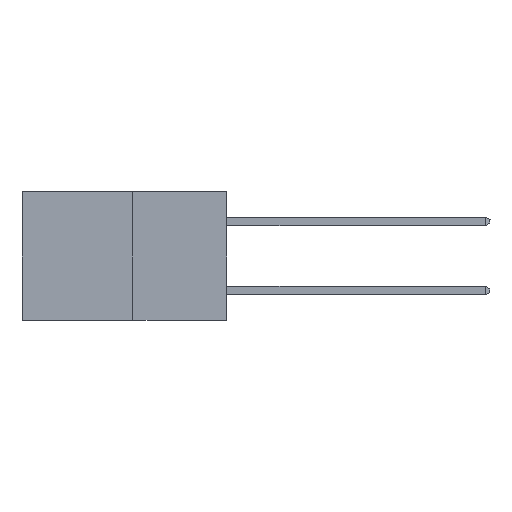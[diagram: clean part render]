
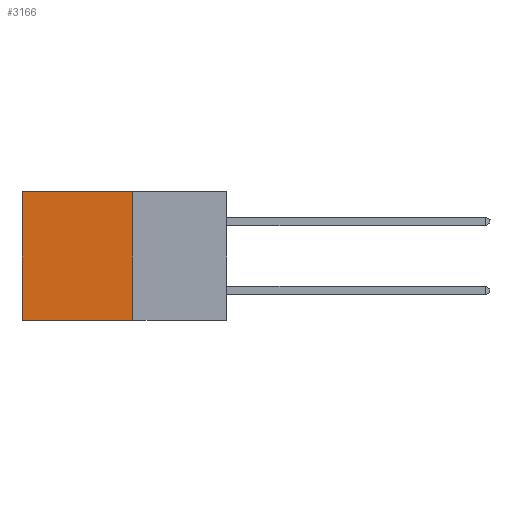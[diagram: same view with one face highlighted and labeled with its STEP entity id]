
A CAD part, left-side view. The second image highlights one B-rep face of the part: STEP entity #3166.
In plain terms, the highlighted planar face has unit normal (-1, 0, 0).
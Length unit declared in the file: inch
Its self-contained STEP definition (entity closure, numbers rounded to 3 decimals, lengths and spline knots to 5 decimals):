
#730 = DIRECTION ( 'NONE',  ( 0., 1., 0. ) ) ;
#1338 = VECTOR ( 'NONE', #14521, 39.37008 ) ;
#2401 = CARTESIAN_POINT ( 'NONE',  ( 0.277, 0.27, -0.37 ) ) ;
#2933 = VECTOR ( 'NONE', #730, 39.37008 ) ;
#3166 = ADVANCED_FACE ( 'NONE', ( #16715 ), #25776, .F. ) ;
#5083 = EDGE_CURVE ( 'NONE', #8339, #28914, #9715, .T. ) ;
#5475 = EDGE_CURVE ( 'NONE', #25585, #21750, #20433, .T. ) ;
#5612 = CARTESIAN_POINT ( 'NONE',  ( 0.277, 0.27, -0.37 ) ) ;
#7541 = EDGE_CURVE ( 'NONE', #8339, #25585, #11968, .T. ) ;
#8339 = VERTEX_POINT ( 'NONE', #28877 ) ;
#8354 = CARTESIAN_POINT ( 'NONE',  ( 0.277, 0.27, 0. ) ) ;
#9485 = ORIENTED_EDGE ( 'NONE', *, *, #5475, .F. ) ;
#9715 = LINE ( 'NONE', #8354, #2933 ) ;
#11968 = LINE ( 'NONE', #5612, #24743 ) ;
#14521 = DIRECTION ( 'NONE',  ( 0., 0., -1. ) ) ;
#15536 = EDGE_CURVE ( 'NONE', #28914, #21750, #21688, .T. ) ;
#15824 = DIRECTION ( 'NONE',  ( 0., 0., -1. ) ) ;
#16088 = CARTESIAN_POINT ( 'NONE',  ( 0.277, 0.59, 0. ) ) ;
#16715 = FACE_OUTER_BOUND ( 'NONE', #27707, .T. ) ;
#17612 = ORIENTED_EDGE ( 'NONE', *, *, #7541, .F. ) ;
#20433 = LINE ( 'NONE', #2401, #32451 ) ;
#21090 = CARTESIAN_POINT ( 'NONE',  ( 0.277, 0.59, -0.37 ) ) ;
#21688 = LINE ( 'NONE', #22114, #1338 ) ;
#21750 = VERTEX_POINT ( 'NONE', #21090 ) ;
#22114 = CARTESIAN_POINT ( 'NONE',  ( 0.277, 0.59, -0.37 ) ) ;
#22353 = ORIENTED_EDGE ( 'NONE', *, *, #15536, .T. ) ;
#23268 = AXIS2_PLACEMENT_3D ( 'NONE', #25127, #25099, #25045 ) ;
#24743 = VECTOR ( 'NONE', #15824, 39.37008 ) ;
#25045 = DIRECTION ( 'NONE',  ( 0., 0., -1. ) ) ;
#25099 = DIRECTION ( 'NONE',  ( 1., 0., 0. ) ) ;
#25127 = CARTESIAN_POINT ( 'NONE',  ( 0.277, 0.27, -0.37 ) ) ;
#25585 = VERTEX_POINT ( 'NONE', #32408 ) ;
#25776 = PLANE ( 'NONE',  #23268 ) ;
#26430 = ORIENTED_EDGE ( 'NONE', *, *, #5083, .T. ) ;
#27707 = EDGE_LOOP ( 'NONE', ( #22353, #9485, #17612, #26430 ) ) ;
#28877 = CARTESIAN_POINT ( 'NONE',  ( 0.277, 0.27, 0. ) ) ;
#28914 = VERTEX_POINT ( 'NONE', #16088 ) ;
#30531 = DIRECTION ( 'NONE',  ( 0., 1., 0. ) ) ;
#32408 = CARTESIAN_POINT ( 'NONE',  ( 0.277, 0.27, -0.37 ) ) ;
#32451 = VECTOR ( 'NONE', #30531, 39.37008 ) ;
